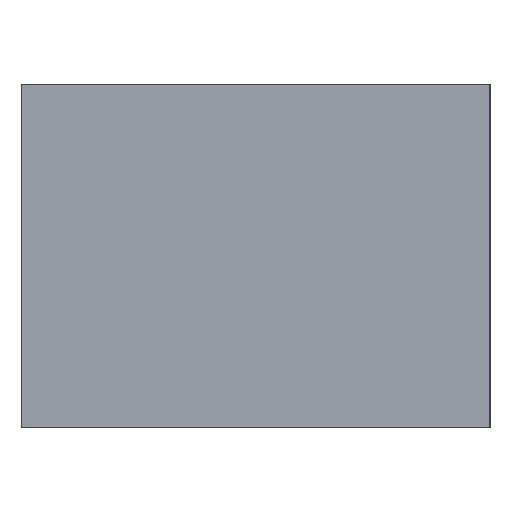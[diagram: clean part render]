
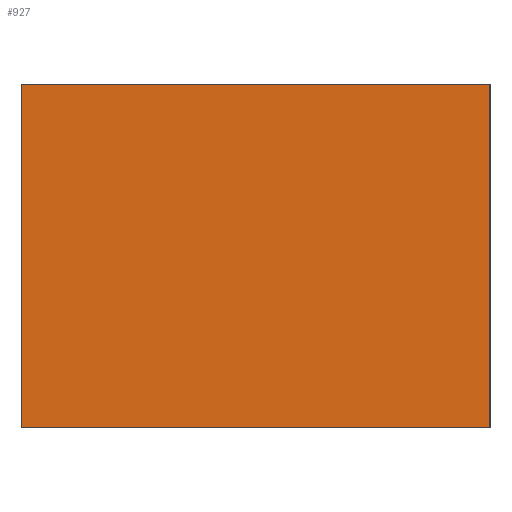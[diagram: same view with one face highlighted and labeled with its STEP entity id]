
A CAD part, left-side view. The second image highlights one B-rep face of the part: STEP entity #927.
In plain terms, the highlighted planar face has unit normal (-1, 0, 0).
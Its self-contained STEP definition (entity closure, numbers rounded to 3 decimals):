
#164=FACE_OUTER_BOUND('',#221,.T.);
#221=EDGE_LOOP('',(#844,#845,#846,#847));
#234=LINE('',#1391,#310);
#236=LINE('',#1395,#312);
#247=LINE('',#1419,#323);
#298=LINE('',#1632,#374);
#310=VECTOR('',#1079,10.);
#312=VECTOR('',#1083,10.);
#323=VECTOR('',#1100,10.);
#374=VECTOR('',#1357,10.);
#387=VERTEX_POINT('',#1388);
#388=VERTEX_POINT('',#1390);
#389=VERTEX_POINT('',#1394);
#399=VERTEX_POINT('',#1417);
#466=EDGE_CURVE('',#388,#387,#234,.T.);
#468=EDGE_CURVE('',#388,#389,#236,.T.);
#481=EDGE_CURVE('',#399,#387,#247,.T.);
#585=EDGE_CURVE('',#389,#399,#298,.T.);
#844=ORIENTED_EDGE('',*,*,#468,.F.);
#845=ORIENTED_EDGE('',*,*,#466,.T.);
#846=ORIENTED_EDGE('',*,*,#481,.F.);
#847=ORIENTED_EDGE('',*,*,#585,.F.);
#870=PLANE('',#1054);
#927=ADVANCED_FACE('',(#164),#870,.T.);
#1054=AXIS2_PLACEMENT_3D('',#1631,#1355,#1356);
#1079=DIRECTION('',(0.,1.,0.));
#1083=DIRECTION('',(0.,0.,-1.));
#1100=DIRECTION('',(0.,0.,1.));
#1355=DIRECTION('center_axis',(-1.,0.,0.));
#1356=DIRECTION('ref_axis',(0.,0.,1.));
#1357=DIRECTION('',(0.,1.,0.));
#1388=CARTESIAN_POINT('',(-21.,30.,11.));
#1390=CARTESIAN_POINT('',(-21.,0.,11.));
#1391=CARTESIAN_POINT('',(-21.,0.,11.));
#1394=CARTESIAN_POINT('',(-21.,0.,-11.));
#1395=CARTESIAN_POINT('',(-21.,0.,11.));
#1417=CARTESIAN_POINT('',(-21.,30.,-11.));
#1419=CARTESIAN_POINT('',(-21.,30.,11.));
#1631=CARTESIAN_POINT('Origin',(-21.,0.,-11.));
#1632=CARTESIAN_POINT('',(-21.,0.,-11.));
